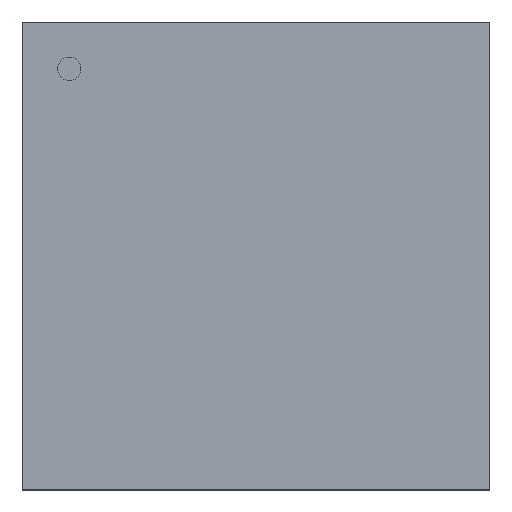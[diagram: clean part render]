
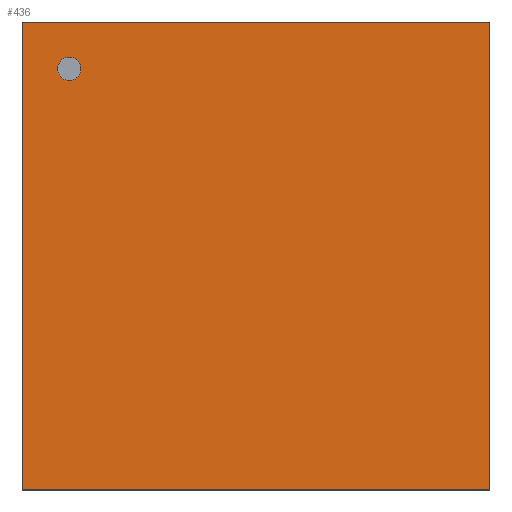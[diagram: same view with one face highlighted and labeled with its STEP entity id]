
A CAD part, top view. The second image highlights one B-rep face of the part: STEP entity #436.
In plain terms, the highlighted planar face has unit normal (0, 0, 1).
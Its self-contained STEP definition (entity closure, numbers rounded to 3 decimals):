
#436=ADVANCED_FACE('',(#442),#437,.F.);
#437=PLANE('',#438);
#438=AXIS2_PLACEMENT_3D('',#439,#440,#441);
#439=CARTESIAN_POINT('Origin',(-0.737,-0.737,1.27));
#440=DIRECTION('center_axis',(0.0,0.0,-1.0));
#441=DIRECTION('ref_axis',(0.,1.,0.));
#442=FACE_OUTER_BOUND('',#443,.T.);
#443=EDGE_LOOP('',(#444,#454,#464,#474));
#444=ORIENTED_EDGE('',*,*,#445,.F.);
#445=EDGE_CURVE('',#446,#448,#450,.T.);
#446=VERTEX_POINT('',#447);
#447=CARTESIAN_POINT('',(0.737,-0.737,1.27));
#448=VERTEX_POINT('',#449);
#449=CARTESIAN_POINT('',(-0.737,-0.737,1.27));
#450=LINE('',#451,#452);
#451=CARTESIAN_POINT('',(0.737,-0.737,1.27));
#452=VECTOR('',#453,1.473);
#453=DIRECTION('',(-1.0,0.0,0.0));
#454=ORIENTED_EDGE('',*,*,#455,.F.);
#455=EDGE_CURVE('',#456,#458,#460,.T.);
#456=VERTEX_POINT('',#457);
#457=CARTESIAN_POINT('',(0.737,0.737,1.27));
#458=VERTEX_POINT('',#447);
#460=LINE('',#461,#462);
#461=CARTESIAN_POINT('',(0.737,0.737,1.27));
#462=VECTOR('',#463,1.473);
#463=DIRECTION('',(0.0,-1.0,0.0));
#464=ORIENTED_EDGE('',*,*,#465,.F.);
#465=EDGE_CURVE('',#466,#468,#470,.T.);
#466=VERTEX_POINT('',#467);
#467=CARTESIAN_POINT('',(-0.737,0.737,1.27));
#468=VERTEX_POINT('',#457);
#470=LINE('',#471,#472);
#471=CARTESIAN_POINT('',(-0.737,0.737,1.27));
#472=VECTOR('',#473,1.473);
#473=DIRECTION('',(1.0,0.0,0.0));
#474=ORIENTED_EDGE('',*,*,#475,.F.);
#475=EDGE_CURVE('',#476,#478,#480,.T.);
#476=VERTEX_POINT('',#449);
#478=VERTEX_POINT('',#467);
#480=LINE('',#481,#482);
#481=CARTESIAN_POINT('',(-0.737,-0.737,1.27));
#482=VECTOR('',#483,1.473);
#483=DIRECTION('',(0.0,1.0,0.0));
